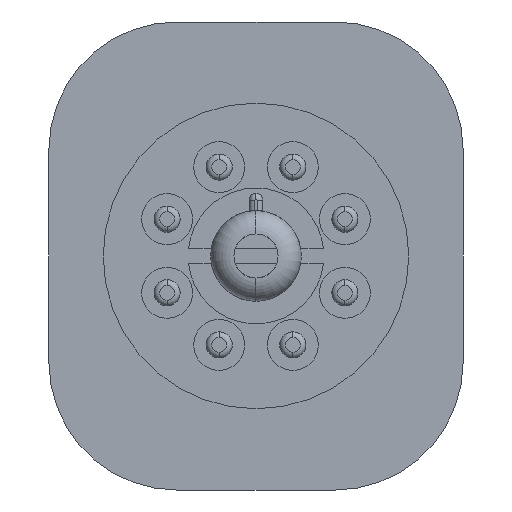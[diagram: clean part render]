
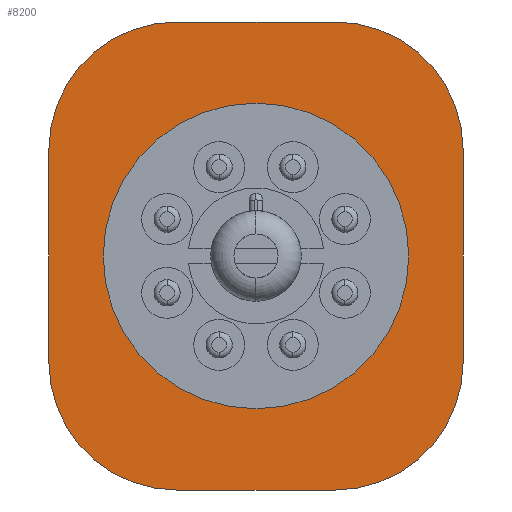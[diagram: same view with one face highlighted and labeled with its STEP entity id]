
A CAD part, front view. The second image highlights one B-rep face of the part: STEP entity #8200.
In plain terms, the highlighted planar face has unit normal (0, -1, 0).
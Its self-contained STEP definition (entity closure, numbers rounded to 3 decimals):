
#33 = VECTOR ( 'NONE', #15298, 1000. ) ;
#101 = EDGE_CURVE ( 'NONE', #7891, #12059, #1767, .T. ) ;
#754 = VERTEX_POINT ( 'NONE', #13874 ) ;
#979 = CARTESIAN_POINT ( 'NONE',  ( 18.301, -26.5, 9.374 ) ) ;
#999 = CARTESIAN_POINT ( 'NONE',  ( 0., -26.5, 0. ) ) ;
#1213 = CARTESIAN_POINT ( 'NONE',  ( 0., -26.5, 13.5 ) ) ;
#1258 = PLANE ( 'NONE',  #11651 ) ;
#1294 = DIRECTION ( 'NONE',  ( 1., 0., 0. ) ) ;
#1344 = VECTOR ( 'NONE', #1294, 1000. ) ;
#1552 = CARTESIAN_POINT ( 'NONE',  ( 7.001, -26.5, -9.376 ) ) ;
#1580 = FACE_OUTER_BOUND ( 'NONE', #6259, .T. ) ;
#1690 = CIRCLE ( 'NONE', #8845, 13.5 ) ;
#1767 = CIRCLE ( 'NONE', #4014, 13.5 ) ;
#1880 = DIRECTION ( 'NONE',  ( 0., -1., 0. ) ) ;
#2021 = ORIENTED_EDGE ( 'NONE', *, *, #3671, .T. ) ;
#2059 = AXIS2_PLACEMENT_3D ( 'NONE', #10079, #2480, #11320 ) ;
#2274 = DIRECTION ( 'NONE',  ( 0., 0., 1. ) ) ;
#2404 = CIRCLE ( 'NONE', #9306, 11.3 ) ;
#2480 = DIRECTION ( 'NONE',  ( 0., -1., 0. ) ) ;
#2688 = DIRECTION ( 'NONE',  ( 0., 0., 1. ) ) ;
#2730 = ORIENTED_EDGE ( 'NONE', *, *, #3364, .T. ) ;
#2746 = DIRECTION ( 'NONE',  ( 0., -1., 0. ) ) ;
#2799 = DIRECTION ( 'NONE',  ( 0., 0., -1. ) ) ;
#2857 = CARTESIAN_POINT ( 'NONE',  ( 0., -26.5, 0. ) ) ;
#2929 = EDGE_CURVE ( 'NONE', #8441, #12821, #3377, .T. ) ;
#3152 = EDGE_CURVE ( 'NONE', #12821, #4265, #15178, .T. ) ;
#3219 = AXIS2_PLACEMENT_3D ( 'NONE', #1552, #10406, #2799 ) ;
#3218 = CARTESIAN_POINT ( 'NONE',  ( -6.999, -26.5, 20.674 ) ) ;
#3259 = VERTEX_POINT ( 'NONE', #13015 ) ;
#3364 = EDGE_CURVE ( 'NONE', #4265, #3259, #2404, .T. ) ;
#3377 = CIRCLE ( 'NONE', #3219, 11.3 ) ;
#3379 = DIRECTION ( 'NONE',  ( -1., 0., 0. ) ) ;
#3420 = CARTESIAN_POINT ( 'NONE',  ( -18.299, -26.5, 9.374 ) ) ;
#3671 = EDGE_CURVE ( 'NONE', #3259, #13277, #15887, .T. ) ;
#3890 = EDGE_CURVE ( 'NONE', #13277, #13392, #4953, .T. ) ;
#3992 = EDGE_CURVE ( 'NONE', #13392, #10332, #11886, .T. ) ;
#4014 = AXIS2_PLACEMENT_3D ( 'NONE', #2857, #2746, #2688 ) ;
#4265 = VERTEX_POINT ( 'NONE', #979 ) ;
#4553 = FACE_BOUND ( 'NONE', #7261, .T. ) ;
#4641 = EDGE_CURVE ( 'NONE', #10332, #754, #9680, .T. ) ;
#4701 = LINE ( 'NONE', #15078, #1344 ) ;
#4839 = EDGE_CURVE ( 'NONE', #754, #8441, #4701, .T. ) ;
#4953 = CIRCLE ( 'NONE', #2059, 11.3 ) ;
#5150 = VECTOR ( 'NONE', #14105, 1000. ) ;
#5359 = ORIENTED_EDGE ( 'NONE', *, *, #3152, .T. ) ;
#5375 = EDGE_CURVE ( 'NONE', #12059, #7891, #1690, .T. ) ;
#6081 = DIRECTION ( 'NONE',  ( 0., -1., 0. ) ) ;
#6259 = EDGE_LOOP ( 'NONE', ( #6923, #5359, #2730, #2021, #15659, #15132, #14729, #14189 ) ) ;
#6324 = CARTESIAN_POINT ( 'NONE',  ( -7., -26.5, -9.375 ) ) ;
#6559 = CARTESIAN_POINT ( 'NONE',  ( 18.301, -26.5, -9.376 ) ) ;
#6561 = CARTESIAN_POINT ( 'NONE',  ( -18.299, -26.5, -9.376 ) ) ;
#6923 = ORIENTED_EDGE ( 'NONE', *, *, #2929, .T. ) ;
#7261 = EDGE_LOOP ( 'NONE', ( #13438, #12444 ) ) ;
#7604 = DIRECTION ( 'NONE',  ( 0., 0., 1. ) ) ;
#7856 = CARTESIAN_POINT ( 'NONE',  ( 0., -26.5, -13.5 ) ) ;
#7891 = VERTEX_POINT ( 'NONE', #7856 ) ;
#8200 = ADVANCED_FACE ( 'NONE', ( #1580, #4553 ), #1258, .F. ) ;
#8441 = VERTEX_POINT ( 'NONE', #9333 ) ;
#8845 = AXIS2_PLACEMENT_3D ( 'NONE', #999, #9849, #2274 ) ;
#9306 = AXIS2_PLACEMENT_3D ( 'NONE', #9456, #1880, #10725 ) ;
#9333 = CARTESIAN_POINT ( 'NONE',  ( 7.001, -26.5, -20.676 ) ) ;
#9456 = CARTESIAN_POINT ( 'NONE',  ( 7.001, -26.5, 9.374 ) ) ;
#9631 = CARTESIAN_POINT ( 'NONE',  ( -18.299, -26.5, -9.376 ) ) ;
#9680 = CIRCLE ( 'NONE', #13988, 11.3 ) ;
#9777 = CARTESIAN_POINT ( 'NONE',  ( 7.001, -26.5, 20.674 ) ) ;
#9849 = DIRECTION ( 'NONE',  ( 0., -1., 0. ) ) ;
#10079 = CARTESIAN_POINT ( 'NONE',  ( -6.999, -26.5, 9.374 ) ) ;
#10332 = VERTEX_POINT ( 'NONE', #9631 ) ;
#10406 = DIRECTION ( 'NONE',  ( 0., -1., 0. ) ) ;
#10725 = DIRECTION ( 'NONE',  ( 0., 0., -1. ) ) ;
#10928 = VECTOR ( 'NONE', #3379, 1000. ) ;
#11320 = DIRECTION ( 'NONE',  ( 0., 0., -1. ) ) ;
#11477 = CARTESIAN_POINT ( 'NONE',  ( 18.301, -26.5, -9.376 ) ) ;
#11651 = AXIS2_PLACEMENT_3D ( 'NONE', #6324, #15090, #7604 ) ;
#11886 = LINE ( 'NONE', #6561, #5150 ) ;
#12059 = VERTEX_POINT ( 'NONE', #1213 ) ;
#12444 = ORIENTED_EDGE ( 'NONE', *, *, #101, .F. ) ;
#12821 = VERTEX_POINT ( 'NONE', #11477 ) ;
#13015 = CARTESIAN_POINT ( 'NONE',  ( 7.001, -26.5, 20.674 ) ) ;
#13277 = VERTEX_POINT ( 'NONE', #3218 ) ;
#13392 = VERTEX_POINT ( 'NONE', #3420 ) ;
#13438 = ORIENTED_EDGE ( 'NONE', *, *, #5375, .F. ) ;
#13651 = CARTESIAN_POINT ( 'NONE',  ( -6.999, -26.5, -9.376 ) ) ;
#13874 = CARTESIAN_POINT ( 'NONE',  ( -6.999, -26.5, -20.676 ) ) ;
#13988 = AXIS2_PLACEMENT_3D ( 'NONE', #13651, #6081, #14862 ) ;
#14105 = DIRECTION ( 'NONE',  ( 0., 0., -1. ) ) ;
#14189 = ORIENTED_EDGE ( 'NONE', *, *, #4839, .T. ) ;
#14729 = ORIENTED_EDGE ( 'NONE', *, *, #4641, .T. ) ;
#14862 = DIRECTION ( 'NONE',  ( 0., 0., 1. ) ) ;
#15078 = CARTESIAN_POINT ( 'NONE',  ( 7.001, -26.5, -20.676 ) ) ;
#15090 = DIRECTION ( 'NONE',  ( 0., 1., 0. ) ) ;
#15132 = ORIENTED_EDGE ( 'NONE', *, *, #3992, .T. ) ;
#15178 = LINE ( 'NONE', #6559, #33 ) ;
#15298 = DIRECTION ( 'NONE',  ( 0., 0., 1. ) ) ;
#15659 = ORIENTED_EDGE ( 'NONE', *, *, #3890, .T. ) ;
#15887 = LINE ( 'NONE', #9777, #10928 ) ;
